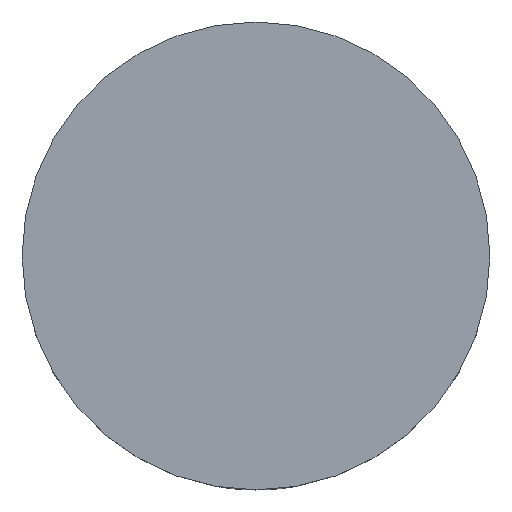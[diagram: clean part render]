
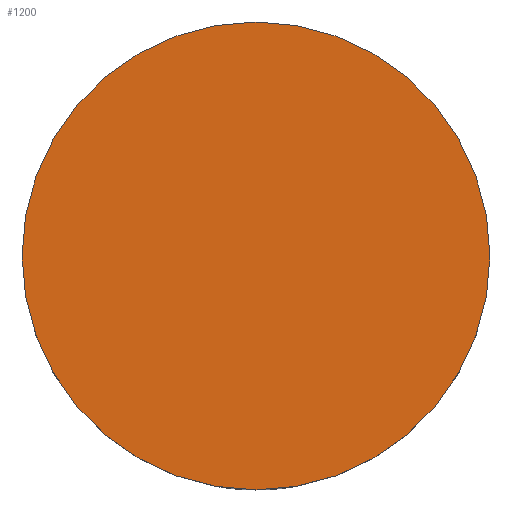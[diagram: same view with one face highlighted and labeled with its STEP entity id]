
A CAD part, top view. The second image highlights one B-rep face of the part: STEP entity #1200.
In plain terms, the highlighted planar face has unit normal (0, 0, 1).
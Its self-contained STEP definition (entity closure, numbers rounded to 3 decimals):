
#354 = DIRECTION ( 'NONE',  ( 1., 0., 0. ) ) ;
#891 = DIRECTION ( 'NONE',  ( 1., 0., 0. ) ) ;
#1200 = ADVANCED_FACE ( 'NONE', ( #12952 ), #13262, .T. ) ;
#3808 = DIRECTION ( 'NONE',  ( 0., 0., 1. ) ) ;
#4629 = VERTEX_POINT ( 'NONE', #6483 ) ;
#4803 = AXIS2_PLACEMENT_3D ( 'NONE', #13006, #7075, #17850 ) ;
#6389 = CARTESIAN_POINT ( 'NONE',  ( 0., 0., 175. ) ) ;
#6483 = CARTESIAN_POINT ( 'NONE',  ( -980., 0., 175. ) ) ;
#6817 = CARTESIAN_POINT ( 'NONE',  ( 0., 0., 175. ) ) ;
#7075 = DIRECTION ( 'NONE',  ( 0., 0., 1. ) ) ;
#7739 = AXIS2_PLACEMENT_3D ( 'NONE', #6817, #3808, #891 ) ;
#12268 = ORIENTED_EDGE ( 'NONE', *, *, #14263, .T. ) ;
#12952 = FACE_OUTER_BOUND ( 'NONE', #19795, .T. ) ;
#12974 = CARTESIAN_POINT ( 'NONE',  ( 980., 0., 175. ) ) ;
#13006 = CARTESIAN_POINT ( 'NONE',  ( 0., 0., 175. ) ) ;
#13262 = PLANE ( 'NONE',  #7739 ) ;
#13302 = VERTEX_POINT ( 'NONE', #12974 ) ;
#14263 = EDGE_CURVE ( 'NONE', #13302, #4629, #15781, .T. ) ;
#15413 = CIRCLE ( 'NONE', #4803, 980. ) ;
#15458 = DIRECTION ( 'NONE',  ( 0., 0., 1. ) ) ;
#15605 = ORIENTED_EDGE ( 'NONE', *, *, #19262, .T. ) ;
#15781 = CIRCLE ( 'NONE', #16753, 980. ) ;
#16753 = AXIS2_PLACEMENT_3D ( 'NONE', #6389, #15458, #354 ) ;
#17850 = DIRECTION ( 'NONE',  ( 1., 0., 0. ) ) ;
#19262 = EDGE_CURVE ( 'NONE', #4629, #13302, #15413, .T. ) ;
#19795 = EDGE_LOOP ( 'NONE', ( #15605, #12268 ) ) ;
